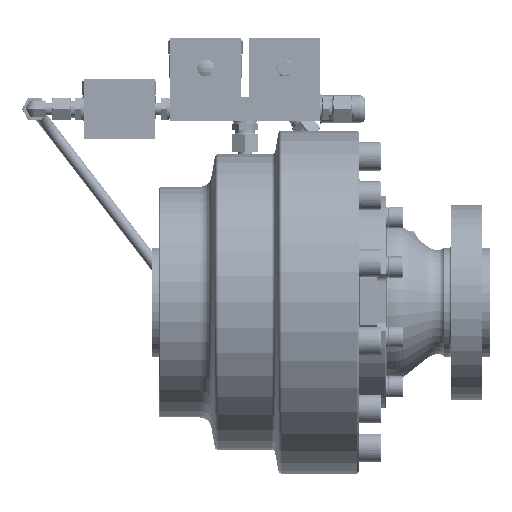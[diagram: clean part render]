
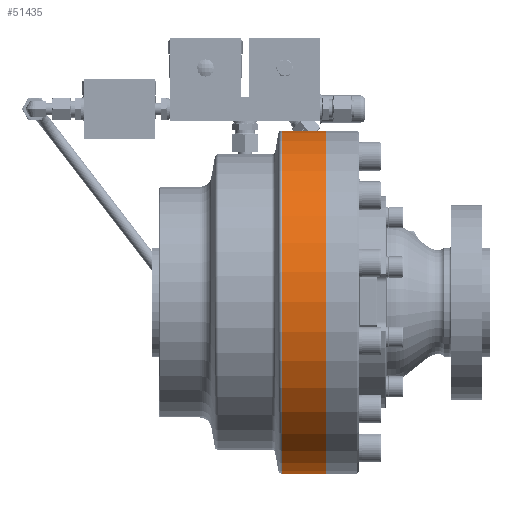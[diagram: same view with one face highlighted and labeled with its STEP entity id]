
A CAD part, front view. The second image highlights one B-rep face of the part: STEP entity #51435.
In plain terms, the highlighted cylindrical face has radius 145 mm (diameter 290 mm), a partial arc.
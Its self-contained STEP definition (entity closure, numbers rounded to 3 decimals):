
#2118 = CARTESIAN_POINT ( 'NONE',  ( 148., 0., 145. ) ) ;
#5379 = CARTESIAN_POINT ( 'NONE',  ( 111.044, 0., 145. ) ) ;
#9148 = DIRECTION ( 'NONE',  ( 0., 0., 1. ) ) ;
#14885 = CARTESIAN_POINT ( 'NONE',  ( -54.404, 0., 145. ) ) ;
#19305 = VECTOR ( 'NONE', #43725, 1000. ) ;
#19541 = CARTESIAN_POINT ( 'NONE',  ( -54.404, 0., 0. ) ) ;
#29500 = CIRCLE ( 'NONE', #35658, 145. ) ;
#33437 = CARTESIAN_POINT ( 'NONE',  ( 148., 0., -145. ) ) ;
#35658 = AXIS2_PLACEMENT_3D ( 'NONE', #99691, #42361, #109286 ) ;
#42361 = DIRECTION ( 'NONE',  ( -1., 0., 0. ) ) ;
#43009 = VERTEX_POINT ( 'NONE', #2118 ) ;
#43326 = AXIS2_PLACEMENT_3D ( 'NONE', #103001, #45720, #112632 ) ;
#43725 = DIRECTION ( 'NONE',  ( -1., 0., 0. ) ) ;
#45549 = FACE_OUTER_BOUND ( 'NONE', #51979, .T. ) ;
#45720 = DIRECTION ( 'NONE',  ( 1., 0., 0. ) ) ;
#48974 = VERTEX_POINT ( 'NONE', #57971 ) ;
#51435 = ADVANCED_FACE ( 'NONE', ( #45549 ), #93504, .T. ) ;
#51979 = EDGE_LOOP ( 'NONE', ( #53054, #88425, #94273, #96690 ) ) ;
#53054 = ORIENTED_EDGE ( 'NONE', *, *, #67145, .F. ) ;
#56546 = AXIS2_PLACEMENT_3D ( 'NONE', #19541, #57663, #9148 ) ;
#56692 = VECTOR ( 'NONE', #122310, 1000. ) ;
#57037 = EDGE_CURVE ( 'NONE', #43009, #107756, #67269, .T. ) ;
#57663 = DIRECTION ( 'NONE',  ( -1., 0., 0. ) ) ;
#57971 = CARTESIAN_POINT ( 'NONE',  ( 111.044, 0., -145. ) ) ;
#67145 = EDGE_CURVE ( 'NONE', #79422, #48974, #82164, .T. ) ;
#67269 = LINE ( 'NONE', #14885, #19305 ) ;
#78971 = EDGE_CURVE ( 'NONE', #107756, #48974, #106158, .T. ) ;
#79422 = VERTEX_POINT ( 'NONE', #33437 ) ;
#82164 = LINE ( 'NONE', #112721, #56692 ) ;
#88425 = ORIENTED_EDGE ( 'NONE', *, *, #102971, .T. ) ;
#93504 = CYLINDRICAL_SURFACE ( 'NONE', #56546, 145. ) ;
#94273 = ORIENTED_EDGE ( 'NONE', *, *, #57037, .T. ) ;
#96690 = ORIENTED_EDGE ( 'NONE', *, *, #78971, .T. ) ;
#99691 = CARTESIAN_POINT ( 'NONE',  ( 148., 0., 0. ) ) ;
#102971 = EDGE_CURVE ( 'NONE', #79422, #43009, #29500, .T. ) ;
#103001 = CARTESIAN_POINT ( 'NONE',  ( 111.044, 0., 0. ) ) ;
#106158 = CIRCLE ( 'NONE', #43326, 145. ) ;
#107756 = VERTEX_POINT ( 'NONE', #5379 ) ;
#109286 = DIRECTION ( 'NONE',  ( 0., 0., 1. ) ) ;
#112632 = DIRECTION ( 'NONE',  ( 0., 0., -1. ) ) ;
#112721 = CARTESIAN_POINT ( 'NONE',  ( -54.404, 0., -145. ) ) ;
#122310 = DIRECTION ( 'NONE',  ( -1., 0., 0. ) ) ;
